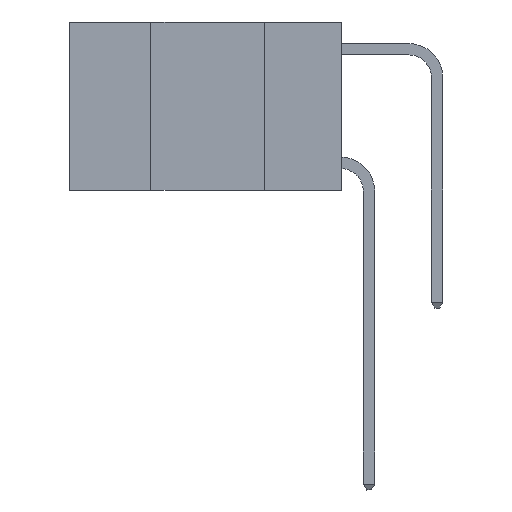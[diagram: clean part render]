
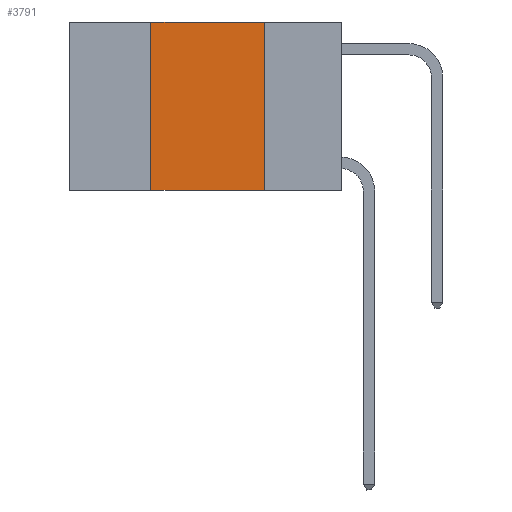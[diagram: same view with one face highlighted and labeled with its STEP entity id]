
A CAD part, left-side view. The second image highlights one B-rep face of the part: STEP entity #3791.
In plain terms, the highlighted planar face has unit normal (-1, 0, 0).
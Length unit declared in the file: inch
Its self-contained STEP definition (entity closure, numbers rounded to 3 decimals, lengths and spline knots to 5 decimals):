
#1953 = VERTEX_POINT ( 'NONE', #30526 ) ;
#2577 = CARTESIAN_POINT ( 'NONE',  ( 0., 0.6, 0. ) ) ;
#3791 = ADVANCED_FACE ( 'NONE', ( #13102 ), #27683, .F. ) ;
#4464 = VECTOR ( 'NONE', #11757, 39.37008 ) ;
#5177 = LINE ( 'NONE', #15052, #19065 ) ;
#6129 = CARTESIAN_POINT ( 'NONE',  ( 0., 0.42, -0.37 ) ) ;
#6819 = EDGE_CURVE ( 'NONE', #1953, #28785, #14269, .T. ) ;
#7213 = ORIENTED_EDGE ( 'NONE', *, *, #28060, .T. ) ;
#7219 = VECTOR ( 'NONE', #31396, 39.37008 ) ;
#8785 = ORIENTED_EDGE ( 'NONE', *, *, #6819, .F. ) ;
#9144 = CARTESIAN_POINT ( 'NONE',  ( 0., 0.6, 0. ) ) ;
#9294 = CARTESIAN_POINT ( 'NONE',  ( 0., 0.17, -0.37 ) ) ;
#9998 = ORIENTED_EDGE ( 'NONE', *, *, #17750, .F. ) ;
#10261 = DIRECTION ( 'NONE',  ( 0., 0., 1. ) ) ;
#11757 = DIRECTION ( 'NONE',  ( 0., 0., -1. ) ) ;
#13102 = FACE_OUTER_BOUND ( 'NONE', #30235, .T. ) ;
#14269 = LINE ( 'NONE', #9144, #19702 ) ;
#14989 = VERTEX_POINT ( 'NONE', #9294 ) ;
#15052 = CARTESIAN_POINT ( 'NONE',  ( 0., 0.42, 0. ) ) ;
#17750 = EDGE_CURVE ( 'NONE', #28785, #14989, #31915, .T. ) ;
#17945 = CARTESIAN_POINT ( 'NONE',  ( 0., 0.17, 0. ) ) ;
#17951 = AXIS2_PLACEMENT_3D ( 'NONE', #2577, #29821, #23099 ) ;
#19065 = VECTOR ( 'NONE', #10261, 39.37008 ) ;
#19702 = VECTOR ( 'NONE', #26554, 39.37008 ) ;
#21406 = LINE ( 'NONE', #23856, #7219 ) ;
#21593 = EDGE_CURVE ( 'NONE', #24847, #1953, #5177, .T. ) ;
#23099 = DIRECTION ( 'NONE',  ( 0., 0., -1. ) ) ;
#23856 = CARTESIAN_POINT ( 'NONE',  ( 0., 0.6, -0.37 ) ) ;
#24847 = VERTEX_POINT ( 'NONE', #6129 ) ;
#26554 = DIRECTION ( 'NONE',  ( 0., -1., 0. ) ) ;
#26888 = ORIENTED_EDGE ( 'NONE', *, *, #21593, .F. ) ;
#27683 = PLANE ( 'NONE',  #17951 ) ;
#28060 = EDGE_CURVE ( 'NONE', #24847, #14989, #21406, .T. ) ;
#28785 = VERTEX_POINT ( 'NONE', #17945 ) ;
#29821 = DIRECTION ( 'NONE',  ( 1., 0., 0. ) ) ;
#30235 = EDGE_LOOP ( 'NONE', ( #9998, #8785, #26888, #7213 ) ) ;
#30526 = CARTESIAN_POINT ( 'NONE',  ( 0., 0.42, 0. ) ) ;
#31396 = DIRECTION ( 'NONE',  ( 0., -1., 0. ) ) ;
#31749 = CARTESIAN_POINT ( 'NONE',  ( 0., 0.17, 0. ) ) ;
#31915 = LINE ( 'NONE', #31749, #4464 ) ;
